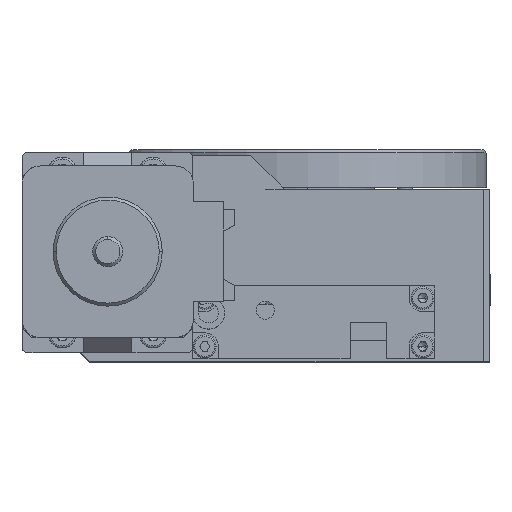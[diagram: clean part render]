
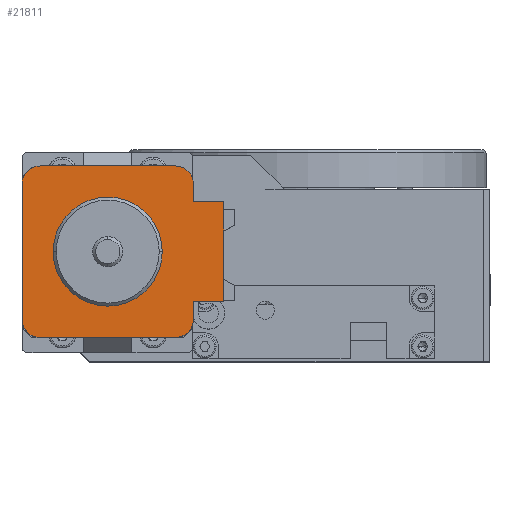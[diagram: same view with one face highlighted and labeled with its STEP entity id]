
A CAD part, top view. The second image highlights one B-rep face of the part: STEP entity #21811.
In plain terms, the highlighted planar face has unit normal (0, 0, 1).
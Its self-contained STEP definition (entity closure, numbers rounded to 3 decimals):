
#226 = ORIENTED_EDGE ( 'NONE', *, *, #35614, .T. ) ;
#951 = DIRECTION ( 'NONE',  ( 0., 0., 1. ) ) ;
#967 = CARTESIAN_POINT ( 'NONE',  ( -47.15, 3.85, 118. ) ) ;
#1022 = CARTESIAN_POINT ( 'NONE',  ( -18.85, 26.25, 118. ) ) ;
#1318 = FACE_OUTER_BOUND ( 'NONE', #28024, .T. ) ;
#1591 = CARTESIAN_POINT ( 'NONE',  ( -44.15, 29.15, 118. ) ) ;
#1863 = CARTESIAN_POINT ( 'NONE',  ( -18.85, 32.15, 118. ) ) ;
#2340 = PLANE ( 'NONE',  #24413 ) ;
#2602 = CARTESIAN_POINT ( 'NONE',  ( -18.85, 32.15, 118. ) ) ;
#2958 = AXIS2_PLACEMENT_3D ( 'NONE', #26501, #951, #7581 ) ;
#3440 = VECTOR ( 'NONE', #26244, 1000. ) ;
#3731 = AXIS2_PLACEMENT_3D ( 'NONE', #30760, #5591, #24380 ) ;
#4442 = CARTESIAN_POINT ( 'NONE',  ( -33., 20.5, 118. ) ) ;
#4748 = VECTOR ( 'NONE', #38266, 1000. ) ;
#4772 = VERTEX_POINT ( 'NONE', #5052 ) ;
#5052 = CARTESIAN_POINT ( 'NONE',  ( -44.15, 32.15, 118. ) ) ;
#5362 = DIRECTION ( 'NONE',  ( 0., -1., 0. ) ) ;
#5477 = CARTESIAN_POINT ( 'NONE',  ( -47.15, 29.15, 118. ) ) ;
#5591 = DIRECTION ( 'NONE',  ( 0., 0., 1. ) ) ;
#5667 = VERTEX_POINT ( 'NONE', #4442 ) ;
#6195 = CARTESIAN_POINT ( 'NONE',  ( -18.85, 32.15, 118. ) ) ;
#6669 = CARTESIAN_POINT ( 'NONE',  ( -18.85, 9.75, 118. ) ) ;
#6720 = ORIENTED_EDGE ( 'NONE', *, *, #19079, .F. ) ;
#6766 = DIRECTION ( 'NONE',  ( 0., 0., 1. ) ) ;
#6848 = CARTESIAN_POINT ( 'NONE',  ( -18.85, 6.85, 118. ) ) ;
#7324 = LINE ( 'NONE', #20576, #28570 ) ;
#7338 = VECTOR ( 'NONE', #17344, 1000. ) ;
#7581 = DIRECTION ( 'NONE',  ( 0., -1., 0. ) ) ;
#7696 = DIRECTION ( 'NONE',  ( 0., 0., 1. ) ) ;
#7967 = DIRECTION ( 'NONE',  ( 0., -1., 0. ) ) ;
#8783 = DIRECTION ( 'NONE',  ( -1., 0., 0. ) ) ;
#9652 = EDGE_CURVE ( 'NONE', #4772, #17010, #36491, .T. ) ;
#10067 = ORIENTED_EDGE ( 'NONE', *, *, #19034, .F. ) ;
#10074 = CARTESIAN_POINT ( 'NONE',  ( -33., 18., 118. ) ) ;
#12578 = CARTESIAN_POINT ( 'NONE',  ( -44.15, 6.85, 118. ) ) ;
#13008 = CARTESIAN_POINT ( 'NONE',  ( -13.85, 3.85, 118. ) ) ;
#13366 = AXIS2_PLACEMENT_3D ( 'NONE', #12578, #15486, #40478 ) ;
#14060 = EDGE_LOOP ( 'NONE', ( #10067, #6720 ) ) ;
#14124 = ORIENTED_EDGE ( 'NONE', *, *, #21492, .F. ) ;
#14285 = CIRCLE ( 'NONE', #2958, 2.5 ) ;
#14552 = CARTESIAN_POINT ( 'NONE',  ( -21.85, 3.85, 118. ) ) ;
#14745 = EDGE_CURVE ( 'NONE', #34608, #17209, #30752, .T. ) ;
#15084 = ORIENTED_EDGE ( 'NONE', *, *, #20410, .F. ) ;
#15285 = CARTESIAN_POINT ( 'NONE',  ( -18.85, 9.75, 118. ) ) ;
#15486 = DIRECTION ( 'NONE',  ( 0., 0., 1. ) ) ;
#15764 = CIRCLE ( 'NONE', #19884, 2.5 ) ;
#15814 = VERTEX_POINT ( 'NONE', #38224 ) ;
#15901 = DIRECTION ( 'NONE',  ( 0., -1., 0. ) ) ;
#16156 = EDGE_CURVE ( 'NONE', #22526, #38367, #33739, .T. ) ;
#16950 = VECTOR ( 'NONE', #18175, 1000. ) ;
#17010 = VERTEX_POINT ( 'NONE', #40141 ) ;
#17209 = VERTEX_POINT ( 'NONE', #6848 ) ;
#17229 = AXIS2_PLACEMENT_3D ( 'NONE', #1591, #7696, #7967 ) ;
#17344 = DIRECTION ( 'NONE',  ( 1., 0., 0. ) ) ;
#17827 = CARTESIAN_POINT ( 'NONE',  ( -33., 15.5, 118. ) ) ;
#18072 = ORIENTED_EDGE ( 'NONE', *, *, #14745, .T. ) ;
#18175 = DIRECTION ( 'NONE',  ( 1., 0., 0. ) ) ;
#18392 = LINE ( 'NONE', #15285, #34207 ) ;
#18975 = CIRCLE ( 'NONE', #13366, 3. ) ;
#19034 = EDGE_CURVE ( 'NONE', #38813, #5667, #15764, .T. ) ;
#19079 = EDGE_CURVE ( 'NONE', #5667, #38813, #14285, .T. ) ;
#19266 = EDGE_CURVE ( 'NONE', #40628, #17010, #26612, .T. ) ;
#19296 = ORIENTED_EDGE ( 'NONE', *, *, #16156, .F. ) ;
#19662 = VECTOR ( 'NONE', #30933, 1000. ) ;
#19884 = AXIS2_PLACEMENT_3D ( 'NONE', #10074, #6766, #22336 ) ;
#20242 = CARTESIAN_POINT ( 'NONE',  ( -47.15, 32.15, 118. ) ) ;
#20243 = ORIENTED_EDGE ( 'NONE', *, *, #30407, .F. ) ;
#20410 = EDGE_CURVE ( 'NONE', #24706, #17209, #36473, .T. ) ;
#20538 = AXIS2_PLACEMENT_3D ( 'NONE', #34412, #34821, #15901 ) ;
#20576 = CARTESIAN_POINT ( 'NONE',  ( -47.15, 3.85, 118. ) ) ;
#20604 = ORIENTED_EDGE ( 'NONE', *, *, #20707, .F. ) ;
#20702 = ORIENTED_EDGE ( 'NONE', *, *, #19266, .T. ) ;
#20707 = EDGE_CURVE ( 'NONE', #34608, #15814, #7324, .T. ) ;
#21492 = EDGE_CURVE ( 'NONE', #38367, #28596, #29978, .T. ) ;
#21811 = ADVANCED_FACE ( 'NONE', ( #1318, #33953 ), #2340, .T. ) ;
#22336 = DIRECTION ( 'NONE',  ( 0., -1., 0. ) ) ;
#22526 = VERTEX_POINT ( 'NONE', #1022 ) ;
#23377 = EDGE_CURVE ( 'NONE', #40628, #22526, #26891, .T. ) ;
#23500 = ORIENTED_EDGE ( 'NONE', *, *, #9652, .F. ) ;
#23912 = VERTEX_POINT ( 'NONE', #5477 ) ;
#24380 = DIRECTION ( 'NONE',  ( 0., -1., 0. ) ) ;
#24413 = AXIS2_PLACEMENT_3D ( 'NONE', #2602, #30522, #5362 ) ;
#24706 = VERTEX_POINT ( 'NONE', #6669 ) ;
#25172 = CARTESIAN_POINT ( 'NONE',  ( -13.85, 26.25, 118. ) ) ;
#26244 = DIRECTION ( 'NONE',  ( 0., 1., 0. ) ) ;
#26501 = CARTESIAN_POINT ( 'NONE',  ( -33., 18., 118. ) ) ;
#26612 = CIRCLE ( 'NONE', #3731, 3. ) ;
#26615 = DIRECTION ( 'NONE',  ( 0., -1., 0. ) ) ;
#26891 = LINE ( 'NONE', #1863, #31320 ) ;
#28024 = EDGE_LOOP ( 'NONE', ( #20604, #18072, #15084, #36812, #14124, #19296, #40605, #20702, #23500, #226, #20243, #39357 ) ) ;
#28570 = VECTOR ( 'NONE', #35930, 1000. ) ;
#28596 = VERTEX_POINT ( 'NONE', #37555 ) ;
#29978 = LINE ( 'NONE', #13008, #4748 ) ;
#30407 = EDGE_CURVE ( 'NONE', #35386, #23912, #32106, .T. ) ;
#30522 = DIRECTION ( 'NONE',  ( 0., 0., 1. ) ) ;
#30562 = CIRCLE ( 'NONE', #17229, 3. ) ;
#30752 = CIRCLE ( 'NONE', #20538, 3. ) ;
#30760 = CARTESIAN_POINT ( 'NONE',  ( -21.85, 29.15, 118. ) ) ;
#30933 = DIRECTION ( 'NONE',  ( 0., -1., 0. ) ) ;
#31320 = VECTOR ( 'NONE', #26615, 1000. ) ;
#32043 = EDGE_CURVE ( 'NONE', #28596, #24706, #18392, .T. ) ;
#32067 = CARTESIAN_POINT ( 'NONE',  ( -18.85, 29.15, 118. ) ) ;
#32106 = LINE ( 'NONE', #967, #3440 ) ;
#33739 = LINE ( 'NONE', #36554, #16950 ) ;
#33953 = FACE_BOUND ( 'NONE', #14060, .T. ) ;
#34207 = VECTOR ( 'NONE', #8783, 1000. ) ;
#34412 = CARTESIAN_POINT ( 'NONE',  ( -21.85, 6.85, 118. ) ) ;
#34608 = VERTEX_POINT ( 'NONE', #14552 ) ;
#34645 = CARTESIAN_POINT ( 'NONE',  ( -47.15, 6.85, 118. ) ) ;
#34821 = DIRECTION ( 'NONE',  ( 0., 0., 1. ) ) ;
#35386 = VERTEX_POINT ( 'NONE', #34645 ) ;
#35614 = EDGE_CURVE ( 'NONE', #4772, #23912, #30562, .T. ) ;
#35930 = DIRECTION ( 'NONE',  ( -1., 0., 0. ) ) ;
#36473 = LINE ( 'NONE', #6195, #19662 ) ;
#36491 = LINE ( 'NONE', #20242, #7338 ) ;
#36554 = CARTESIAN_POINT ( 'NONE',  ( -18.85, 26.25, 118. ) ) ;
#36812 = ORIENTED_EDGE ( 'NONE', *, *, #32043, .F. ) ;
#37555 = CARTESIAN_POINT ( 'NONE',  ( -13.85, 9.75, 118. ) ) ;
#38224 = CARTESIAN_POINT ( 'NONE',  ( -44.15, 3.85, 118. ) ) ;
#38266 = DIRECTION ( 'NONE',  ( 0., -1., 0. ) ) ;
#38367 = VERTEX_POINT ( 'NONE', #25172 ) ;
#38813 = VERTEX_POINT ( 'NONE', #17827 ) ;
#38883 = EDGE_CURVE ( 'NONE', #35386, #15814, #18975, .T. ) ;
#39357 = ORIENTED_EDGE ( 'NONE', *, *, #38883, .T. ) ;
#40141 = CARTESIAN_POINT ( 'NONE',  ( -21.85, 32.15, 118. ) ) ;
#40478 = DIRECTION ( 'NONE',  ( 0., -1., 0. ) ) ;
#40605 = ORIENTED_EDGE ( 'NONE', *, *, #23377, .F. ) ;
#40628 = VERTEX_POINT ( 'NONE', #32067 ) ;
